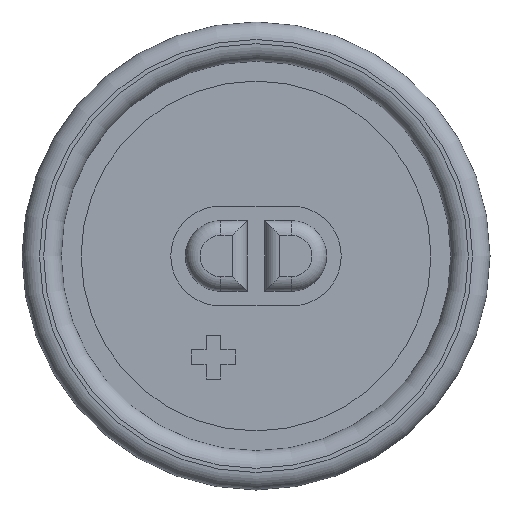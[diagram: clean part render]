
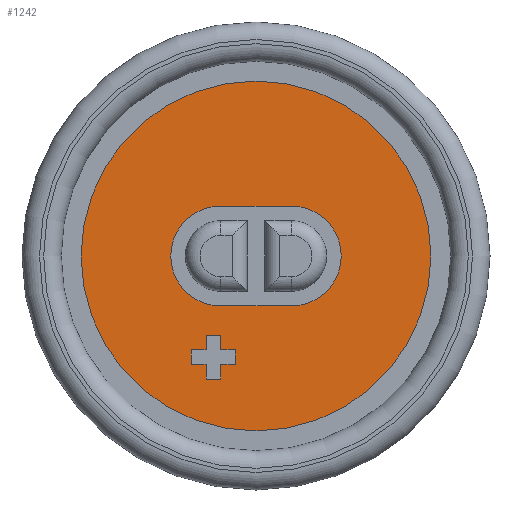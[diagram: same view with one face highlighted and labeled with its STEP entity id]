
A CAD part, front view. The second image highlights one B-rep face of the part: STEP entity #1242.
In plain terms, the highlighted planar face has unit normal (0, -1, 0).
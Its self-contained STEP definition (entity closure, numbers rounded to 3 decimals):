
#16=FACE_BOUND('',#245,.T.);
#17=FACE_BOUND('',#246,.T.);
#90=PLANE('',#1348);
#156=FACE_OUTER_BOUND('',#244,.T.);
#244=EDGE_LOOP('',(#975));
#245=EDGE_LOOP('',(#976,#977,#978,#979,#980,#981,#982,#983,#984,#985,#986,
#987));
#246=EDGE_LOOP('',(#988,#989,#990,#991,#992,#993));
#354=CIRCLE('',#1338,0.854);
#356=CIRCLE('',#1343,0.854);
#358=CIRCLE('',#1349,2.99);
#431=LINE('',#1909,#507);
#435=LINE('',#1917,#511);
#438=LINE('',#1923,#514);
#441=LINE('',#1929,#517);
#444=LINE('',#1935,#520);
#447=LINE('',#1941,#523);
#450=LINE('',#1947,#526);
#453=LINE('',#1953,#529);
#456=LINE('',#1959,#532);
#459=LINE('',#1965,#535);
#462=LINE('',#1971,#538);
#465=LINE('',#1976,#541);
#469=LINE('',#1990,#545);
#472=LINE('',#1996,#548);
#476=LINE('',#2008,#552);
#479=LINE('',#2013,#555);
#507=VECTOR('',#1537,0.25);
#511=VECTOR('',#1543,0.25);
#514=VECTOR('',#1548,0.25);
#517=VECTOR('',#1553,0.25);
#520=VECTOR('',#1558,0.25);
#523=VECTOR('',#1563,0.25);
#526=VECTOR('',#1568,0.25);
#529=VECTOR('',#1573,0.25);
#532=VECTOR('',#1578,0.25);
#535=VECTOR('',#1583,0.25);
#538=VECTOR('',#1588,0.25);
#541=VECTOR('',#1593,0.25);
#545=VECTOR('',#1607,0.604);
#548=VECTOR('',#1612,0.604);
#552=VECTOR('',#1624,0.604);
#555=VECTOR('',#1629,0.604);
#581=VERTEX_POINT('',#1907);
#582=VERTEX_POINT('',#1908);
#585=VERTEX_POINT('',#1916);
#587=VERTEX_POINT('',#1922);
#589=VERTEX_POINT('',#1928);
#591=VERTEX_POINT('',#1934);
#593=VERTEX_POINT('',#1940);
#595=VERTEX_POINT('',#1946);
#597=VERTEX_POINT('',#1952);
#599=VERTEX_POINT('',#1958);
#601=VERTEX_POINT('',#1964);
#603=VERTEX_POINT('',#1970);
#605=VERTEX_POINT('',#1980);
#606=VERTEX_POINT('',#1981);
#609=VERTEX_POINT('',#1989);
#611=VERTEX_POINT('',#1995);
#613=VERTEX_POINT('',#2001);
#615=VERTEX_POINT('',#2007);
#617=VERTEX_POINT('',#2017);
#704=EDGE_CURVE('',#581,#582,#431,.T.);
#708=EDGE_CURVE('',#582,#585,#435,.T.);
#711=EDGE_CURVE('',#585,#587,#438,.T.);
#714=EDGE_CURVE('',#587,#589,#441,.T.);
#717=EDGE_CURVE('',#589,#591,#444,.T.);
#720=EDGE_CURVE('',#591,#593,#447,.T.);
#723=EDGE_CURVE('',#593,#595,#450,.T.);
#726=EDGE_CURVE('',#595,#597,#453,.T.);
#729=EDGE_CURVE('',#597,#599,#456,.T.);
#732=EDGE_CURVE('',#599,#601,#459,.T.);
#735=EDGE_CURVE('',#601,#603,#462,.T.);
#738=EDGE_CURVE('',#603,#581,#465,.T.);
#740=EDGE_CURVE('',#605,#606,#354,.T.);
#744=EDGE_CURVE('',#606,#609,#469,.T.);
#747=EDGE_CURVE('',#609,#611,#472,.T.);
#750=EDGE_CURVE('',#611,#613,#356,.T.);
#753=EDGE_CURVE('',#613,#615,#476,.T.);
#756=EDGE_CURVE('',#615,#605,#479,.T.);
#758=EDGE_CURVE('',#617,#617,#358,.T.);
#975=ORIENTED_EDGE('',*,*,#758,.T.);
#976=ORIENTED_EDGE('',*,*,#704,.T.);
#977=ORIENTED_EDGE('',*,*,#708,.T.);
#978=ORIENTED_EDGE('',*,*,#711,.T.);
#979=ORIENTED_EDGE('',*,*,#714,.T.);
#980=ORIENTED_EDGE('',*,*,#717,.T.);
#981=ORIENTED_EDGE('',*,*,#720,.T.);
#982=ORIENTED_EDGE('',*,*,#723,.T.);
#983=ORIENTED_EDGE('',*,*,#726,.T.);
#984=ORIENTED_EDGE('',*,*,#729,.T.);
#985=ORIENTED_EDGE('',*,*,#732,.T.);
#986=ORIENTED_EDGE('',*,*,#735,.T.);
#987=ORIENTED_EDGE('',*,*,#738,.T.);
#988=ORIENTED_EDGE('',*,*,#740,.T.);
#989=ORIENTED_EDGE('',*,*,#744,.T.);
#990=ORIENTED_EDGE('',*,*,#747,.T.);
#991=ORIENTED_EDGE('',*,*,#750,.T.);
#992=ORIENTED_EDGE('',*,*,#753,.T.);
#993=ORIENTED_EDGE('',*,*,#756,.T.);
#1242=ADVANCED_FACE('',(#156,#16,#17),#90,.F.);
#1338=AXIS2_PLACEMENT_3D('',#1982,#1599,#1600);
#1343=AXIS2_PLACEMENT_3D('',#2002,#1617,#1618);
#1348=AXIS2_PLACEMENT_3D('',#2016,#1633,#1634);
#1349=AXIS2_PLACEMENT_3D('',#2018,#1635,#1636);
#1537=DIRECTION('',(0.,0.,-1.));
#1543=DIRECTION('',(1.,0.,0.));
#1548=DIRECTION('',(0.,0.,-1.));
#1553=DIRECTION('',(-1.,0.,0.));
#1558=DIRECTION('',(0.,0.,-1.));
#1563=DIRECTION('',(-1.,0.,0.));
#1568=DIRECTION('',(0.,0.,1.));
#1573=DIRECTION('',(-1.,0.,0.));
#1578=DIRECTION('',(0.,0.,1.));
#1583=DIRECTION('',(1.,0.,0.));
#1588=DIRECTION('',(0.,0.,1.));
#1593=DIRECTION('',(1.,0.,0.));
#1599=DIRECTION('center_axis',(0.,1.,0.));
#1600=DIRECTION('ref_axis',(0.,0.,1.));
#1607=DIRECTION('',(1.,0.,0.));
#1612=DIRECTION('',(1.,0.,0.));
#1617=DIRECTION('center_axis',(0.,1.,0.));
#1618=DIRECTION('ref_axis',(0.,0.,-1.));
#1624=DIRECTION('',(-1.,0.,0.));
#1629=DIRECTION('',(-1.,0.,0.));
#1633=DIRECTION('center_axis',(0.,1.,0.));
#1634=DIRECTION('ref_axis',(0.,0.,1.));
#1635=DIRECTION('center_axis',(0.,-1.,0.));
#1636=DIRECTION('ref_axis',(-1.,0.,0.));
#1907=CARTESIAN_POINT('',(-0.604,0.3,-1.354));
#1908=CARTESIAN_POINT('',(-0.604,0.3,-1.604));
#1909=CARTESIAN_POINT('',(-0.604,0.3,-0.802));
#1916=CARTESIAN_POINT('',(-0.354,0.3,-1.604));
#1917=CARTESIAN_POINT('',(-0.177,0.3,-1.604));
#1922=CARTESIAN_POINT('',(-0.354,0.3,-1.854));
#1923=CARTESIAN_POINT('',(-0.354,0.3,-0.927));
#1928=CARTESIAN_POINT('',(-0.604,0.3,-1.854));
#1929=CARTESIAN_POINT('',(-0.302,0.3,-1.854));
#1934=CARTESIAN_POINT('',(-0.604,0.3,-2.104));
#1935=CARTESIAN_POINT('',(-0.604,0.3,-1.052));
#1940=CARTESIAN_POINT('',(-0.854,0.3,-2.104));
#1941=CARTESIAN_POINT('',(-0.427,0.3,-2.104));
#1946=CARTESIAN_POINT('',(-0.854,0.3,-1.854));
#1947=CARTESIAN_POINT('',(-0.854,0.3,-0.927));
#1952=CARTESIAN_POINT('',(-1.104,0.3,-1.854));
#1953=CARTESIAN_POINT('',(-0.552,0.3,-1.854));
#1958=CARTESIAN_POINT('',(-1.104,0.3,-1.604));
#1959=CARTESIAN_POINT('',(-1.104,0.3,-0.802));
#1964=CARTESIAN_POINT('',(-0.854,0.3,-1.604));
#1965=CARTESIAN_POINT('',(-0.427,0.3,-1.604));
#1970=CARTESIAN_POINT('',(-0.854,0.3,-1.354));
#1971=CARTESIAN_POINT('',(-0.854,0.3,-0.677));
#1976=CARTESIAN_POINT('',(-0.302,0.3,-1.354));
#1980=CARTESIAN_POINT('',(-0.604,0.3,-0.854));
#1981=CARTESIAN_POINT('',(-0.604,0.3,0.854));
#1982=CARTESIAN_POINT('Origin',(-0.604,0.3,0.));
#1989=CARTESIAN_POINT('',(0.,0.3,0.854));
#1990=CARTESIAN_POINT('',(0.,0.3,0.854));
#1995=CARTESIAN_POINT('',(0.604,0.3,0.854));
#1996=CARTESIAN_POINT('',(0.302,0.3,0.854));
#2001=CARTESIAN_POINT('',(0.604,0.3,-0.854));
#2002=CARTESIAN_POINT('Origin',(0.604,0.3,0.));
#2007=CARTESIAN_POINT('',(0.,0.3,-0.854));
#2008=CARTESIAN_POINT('',(0.,0.3,-0.854));
#2013=CARTESIAN_POINT('',(-0.302,0.3,-0.854));
#2016=CARTESIAN_POINT('Origin',(0.,0.3,0.));
#2017=CARTESIAN_POINT('',(2.99,0.3,0.));
#2018=CARTESIAN_POINT('Origin',(0.,0.3,0.));
